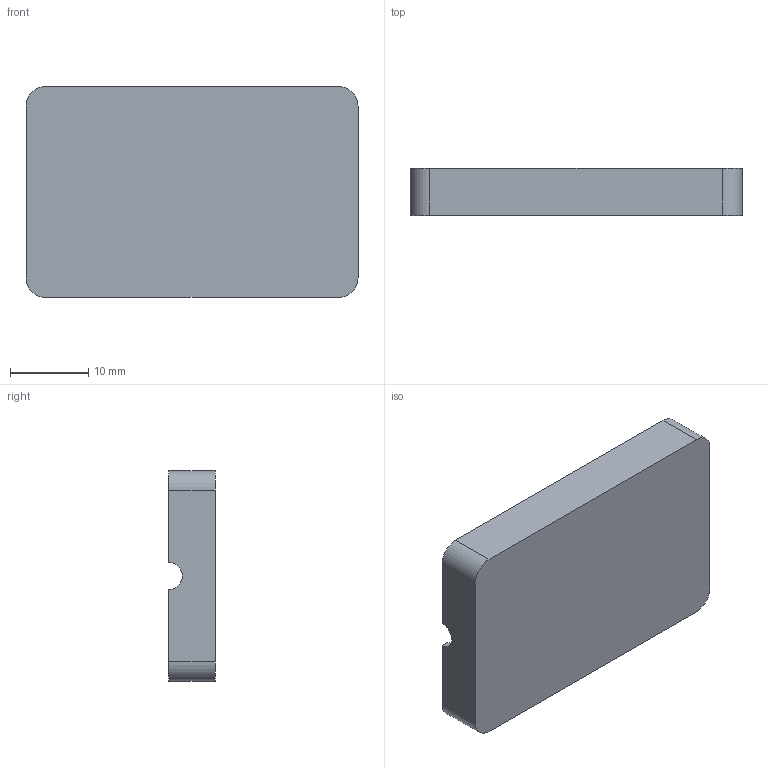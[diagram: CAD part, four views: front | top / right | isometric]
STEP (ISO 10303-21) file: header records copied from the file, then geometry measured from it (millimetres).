
FILE_DESCRIPTION (( 'STEP AP214' ), '1' );
FILE_NAME ('Tray.STEP', '2024-07-02T09:36:50', ( '' ), ( '' ), 'SwSTEP 2.0', 'SolidWorks 2018', '' );
FILE_SCHEMA (( 'AUTOMOTIVE_DESIGN' ));
Length unit declared in the file: millimetre
Products named in the file (1): Tray
Bounding box: 42.5 x 6 x 27 mm (x, y, z)
Volume: 2462 mm3; surface area: 3680.2 mm2
Topology: 1 solids, 1 shells, 41 faces, 114 edges, 76 vertices
Faces by surface type: plane 32, cylinder 9
Entity records: 1340 total; most frequent: CARTESIAN_POINT 232, ORIENTED_EDGE 228, DIRECTION 216, EDGE_CURVE 114, VECTOR 96, LINE 96, VERTEX_POINT 76, AXIS2_PLACEMENT_3D 60
